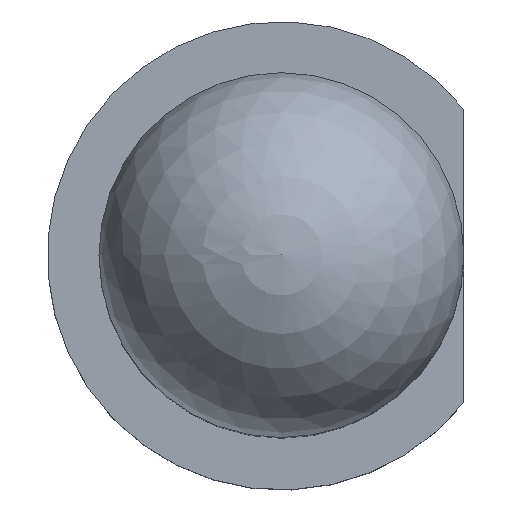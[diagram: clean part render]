
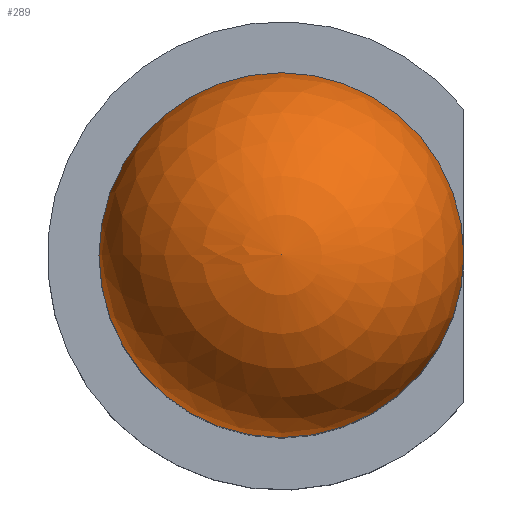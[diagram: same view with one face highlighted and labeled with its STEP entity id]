
A CAD part, top view. The second image highlights one B-rep face of the part: STEP entity #289.
In plain terms, the highlighted spherical face has radius 1.5 mm.
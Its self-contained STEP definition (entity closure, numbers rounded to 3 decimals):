
#18=CIRCLE('',#320,1.5);
#19=CIRCLE('',#321,1.5);
#20=CIRCLE('',#322,1.5);
#24=SPHERICAL_SURFACE('',#319,1.5);
#50=FACE_OUTER_BOUND('',#66,.T.);
#66=EDGE_LOOP('',(#234,#235,#236,#237));
#150=VERTEX_POINT('',#459);
#151=VERTEX_POINT('',#460);
#152=VERTEX_POINT('',#462);
#182=EDGE_CURVE('',#150,#151,#18,.T.);
#183=EDGE_CURVE('',#152,#151,#19,.T.);
#184=EDGE_CURVE('',#151,#150,#20,.T.);
#234=ORIENTED_EDGE('',*,*,#182,.T.);
#235=ORIENTED_EDGE('',*,*,#183,.F.);
#236=ORIENTED_EDGE('',*,*,#183,.T.);
#237=ORIENTED_EDGE('',*,*,#184,.T.);
#289=ADVANCED_FACE('',(#50),#24,.T.);
#319=AXIS2_PLACEMENT_3D('',#458,#377,#378);
#320=AXIS2_PLACEMENT_3D('',#461,#379,#380);
#321=AXIS2_PLACEMENT_3D('',#463,#381,#382);
#322=AXIS2_PLACEMENT_3D('',#464,#383,#384);
#377=DIRECTION('center_axis',(0.,0.,1.));
#378=DIRECTION('ref_axis',(1.,0.,0.));
#379=DIRECTION('center_axis',(0.,0.,1.));
#380=DIRECTION('ref_axis',(-1.,0.,0.));
#381=DIRECTION('center_axis',(0.,-1.,0.));
#382=DIRECTION('ref_axis',(-1.,0.,0.));
#383=DIRECTION('center_axis',(0.,0.,1.));
#384=DIRECTION('ref_axis',(-1.,0.,0.));
#458=CARTESIAN_POINT('Origin',(0.,0.,4.5));
#459=CARTESIAN_POINT('',(1.5,0.,4.5));
#460=CARTESIAN_POINT('',(-1.5,0.,4.5));
#461=CARTESIAN_POINT('Origin',(0.,0.,4.5));
#462=CARTESIAN_POINT('',(0.,0.,6.));
#463=CARTESIAN_POINT('Origin',(0.,0.,4.5));
#464=CARTESIAN_POINT('Origin',(0.,0.,4.5));
